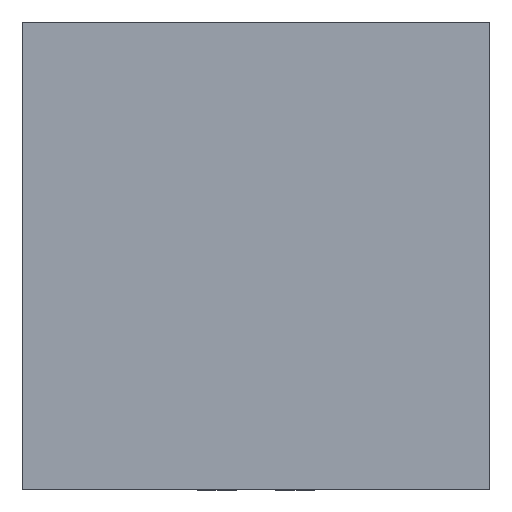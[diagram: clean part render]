
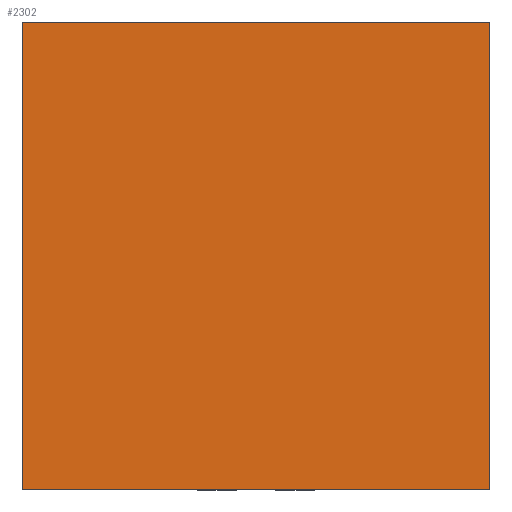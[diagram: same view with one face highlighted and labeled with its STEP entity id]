
A CAD part, top view. The second image highlights one B-rep face of the part: STEP entity #2302.
In plain terms, the highlighted face is planar.
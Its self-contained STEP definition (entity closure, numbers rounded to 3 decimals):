
#817=DIRECTION('',(0.,0.,1.));
#818=VECTOR('',#817,3.);
#819=CARTESIAN_POINT('',(-1.5,0.975,-1.5));
#820=LINE('',#819,#818);
#824=DIRECTION('',(-1.,0.,0.));
#825=VECTOR('',#824,3.);
#826=CARTESIAN_POINT('',(1.5,0.975,-1.5));
#827=LINE('',#826,#825);
#831=DIRECTION('',(0.,0.,-1.));
#832=VECTOR('',#831,3.);
#833=CARTESIAN_POINT('',(1.5,0.975,1.5));
#834=LINE('',#833,#832);
#838=DIRECTION('',(1.,0.,0.));
#839=VECTOR('',#838,3.);
#840=CARTESIAN_POINT('',(-1.5,0.975,1.5));
#841=LINE('',#840,#839);
#1667=CARTESIAN_POINT('',(-1.5,0.975,-1.5));
#1668=CARTESIAN_POINT('',(-1.5,0.975,1.5));
#1669=VERTEX_POINT('',#1667);
#1670=VERTEX_POINT('',#1668);
#1671=CARTESIAN_POINT('',(1.5,0.975,1.5));
#1672=VERTEX_POINT('',#1671);
#1673=CARTESIAN_POINT('',(1.5,0.975,-1.5));
#1674=VERTEX_POINT('',#1673);
#2291=CARTESIAN_POINT('',(0.,0.975,0.));
#2292=DIRECTION('',(0.,1.,0.));
#2293=DIRECTION('',(1.,0.,0.));
#2294=AXIS2_PLACEMENT_3D('',#2291,#2292,#2293);
#2295=PLANE('',#2294);
#2296=ORIENTED_EDGE('',*,*,#2145,.F.);
#2297=ORIENTED_EDGE('',*,*,#2195,.F.);
#2298=ORIENTED_EDGE('',*,*,#2223,.F.);
#2299=ORIENTED_EDGE('',*,*,#2271,.F.);
#2300=EDGE_LOOP('',(#2296,#2297,#2298,#2299));
#2301=FACE_OUTER_BOUND('',#2300,.F.);
#2145=EDGE_CURVE('',#1669,#1670,#820,.T.);
#2195=EDGE_CURVE('',#1674,#1669,#827,.T.);
#2223=EDGE_CURVE('',#1672,#1674,#834,.T.);
#2271=EDGE_CURVE('',#1670,#1672,#841,.T.);
#2302=ADVANCED_FACE('',(#2301),#2295,.T.);
